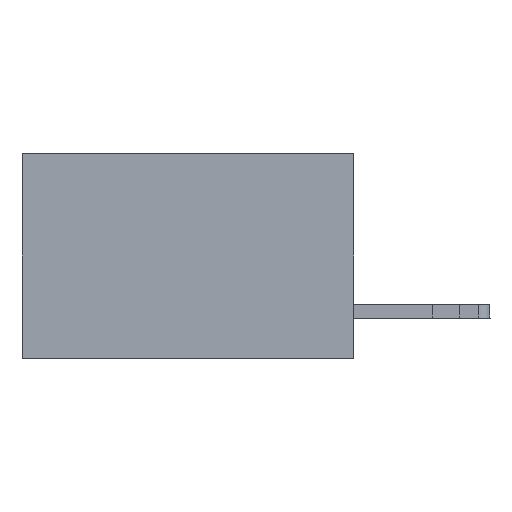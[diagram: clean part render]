
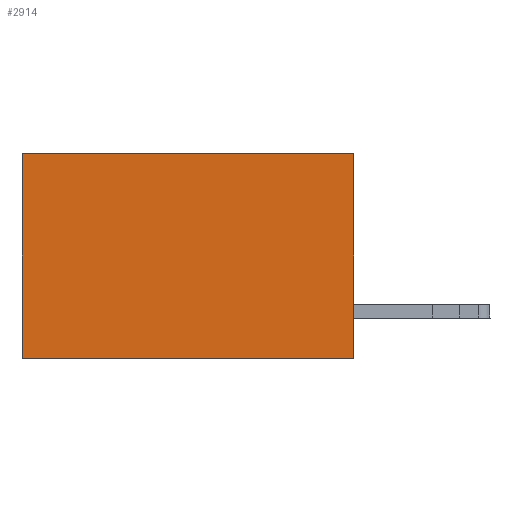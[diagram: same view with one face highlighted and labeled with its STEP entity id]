
A CAD part, left-side view. The second image highlights one B-rep face of the part: STEP entity #2914.
In plain terms, the highlighted planar face has unit normal (-1, 0, 0).
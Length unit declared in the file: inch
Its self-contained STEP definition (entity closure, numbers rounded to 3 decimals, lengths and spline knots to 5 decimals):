
#304 = DIRECTION ( 'NONE',  ( 1., 0., 0. ) ) ;
#544 = ORIENTED_EDGE ( 'NONE', *, *, #13581, .T. ) ;
#2914 = ADVANCED_FACE ( 'NONE', ( #23761 ), #23057, .F. ) ;
#3044 = DIRECTION ( 'NONE',  ( 0., 0., -1. ) ) ;
#3188 = CARTESIAN_POINT ( 'NONE',  ( 0.2875, 0., -0.37 ) ) ;
#5446 = VECTOR ( 'NONE', #3044, 39.37008 ) ;
#6831 = AXIS2_PLACEMENT_3D ( 'NONE', #22904, #304, #26145 ) ;
#8777 = LINE ( 'NONE', #10612, #12829 ) ;
#8992 = CARTESIAN_POINT ( 'NONE',  ( 0.2875, 0.6, -0.37 ) ) ;
#9226 = LINE ( 'NONE', #16949, #24343 ) ;
#10158 = DIRECTION ( 'NONE',  ( 0., 1., 0. ) ) ;
#10612 = CARTESIAN_POINT ( 'NONE',  ( 0.2875, 0., 0. ) ) ;
#12579 = ORIENTED_EDGE ( 'NONE', *, *, #15614, .T. ) ;
#12829 = VECTOR ( 'NONE', #26521, 39.37008 ) ;
#13581 = EDGE_CURVE ( 'NONE', #15206, #22341, #41204, .T. ) ;
#14559 = ORIENTED_EDGE ( 'NONE', *, *, #18073, .F. ) ;
#15206 = VERTEX_POINT ( 'NONE', #27291 ) ;
#15614 = EDGE_CURVE ( 'NONE', #30970, #15206, #8777, .T. ) ;
#16949 = CARTESIAN_POINT ( 'NONE',  ( 0.2875, 0., -0.37 ) ) ;
#18073 = EDGE_CURVE ( 'NONE', #30970, #35516, #39435, .T. ) ;
#18367 = EDGE_CURVE ( 'NONE', #35516, #22341, #9226, .T. ) ;
#22341 = VERTEX_POINT ( 'NONE', #8992 ) ;
#22904 = CARTESIAN_POINT ( 'NONE',  ( 0.2875, 0., 0. ) ) ;
#23057 = PLANE ( 'NONE',  #6831 ) ;
#23761 = FACE_OUTER_BOUND ( 'NONE', #39675, .T. ) ;
#24343 = VECTOR ( 'NONE', #10158, 39.37008 ) ;
#26075 = CARTESIAN_POINT ( 'NONE',  ( 0.2875, 0., 0. ) ) ;
#26145 = DIRECTION ( 'NONE',  ( 0., 0., -1. ) ) ;
#26521 = DIRECTION ( 'NONE',  ( 0., 1., 0. ) ) ;
#27291 = CARTESIAN_POINT ( 'NONE',  ( 0.2875, 0.6, 0. ) ) ;
#28435 = VECTOR ( 'NONE', #34635, 39.37008 ) ;
#30970 = VERTEX_POINT ( 'NONE', #26075 ) ;
#31430 = CARTESIAN_POINT ( 'NONE',  ( 0.2875, 0., 0. ) ) ;
#34635 = DIRECTION ( 'NONE',  ( 0., 0., -1. ) ) ;
#35516 = VERTEX_POINT ( 'NONE', #3188 ) ;
#36570 = ORIENTED_EDGE ( 'NONE', *, *, #18367, .F. ) ;
#39435 = LINE ( 'NONE', #31430, #28435 ) ;
#39675 = EDGE_LOOP ( 'NONE', ( #544, #36570, #14559, #12579 ) ) ;
#41204 = LINE ( 'NONE', #41625, #5446 ) ;
#41625 = CARTESIAN_POINT ( 'NONE',  ( 0.2875, 0.6, 0. ) ) ;
